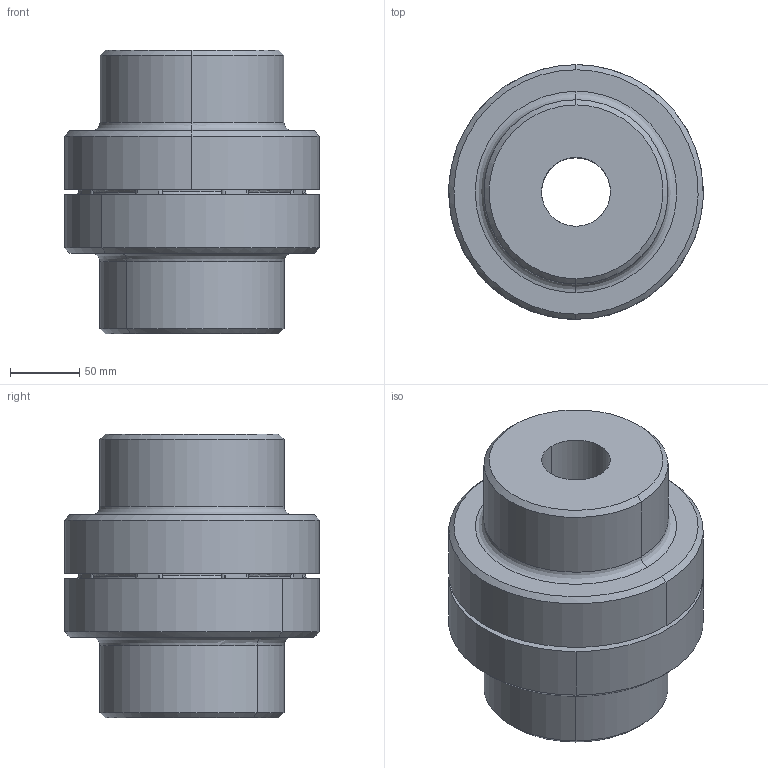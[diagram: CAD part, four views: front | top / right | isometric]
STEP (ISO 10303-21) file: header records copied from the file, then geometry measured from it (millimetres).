
FILE_DESCRIPTION(('FreeCAD Model'),'2;1');
FILE_NAME('Open CASCADE Shape Model','2025-05-07T21:03:01',('FreeCAD'),( 'FreeCAD'),'Open CASCADE STEP processor 7.6','FreeCAD','Unknown');
FILE_SCHEMA(('AUTOMOTIVE_DESIGN { 1 0 10303 214 1 1 1 1 }'));
Length unit declared in the file: millimetre
Products named in the file (1): Open CASCADE STEP translator 7.6 1
Bounding box: 183.86 x 183.98 x 205.11 mm (x, y, z)
Volume: 3484475.8 mm3; surface area: 334325.1 mm2
Topology: 3 solids, 3 shells, 400 faces, 940 edges, 532 vertices
Faces by surface type: bspline 400
Entity records: 13962 total; most frequent: CARTESIAN_POINT 8913, ORIENTED_EDGE 1848, EDGE_CURVE 924, VERTEX_POINT 532, B_SPLINE_CURVE_WITH_KNOTS 436, FACE_BOUND 408, EDGE_LOOP 408, ADVANCED_FACE 400
